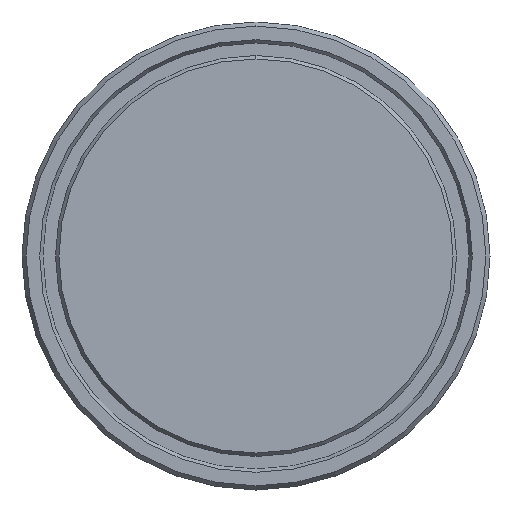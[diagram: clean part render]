
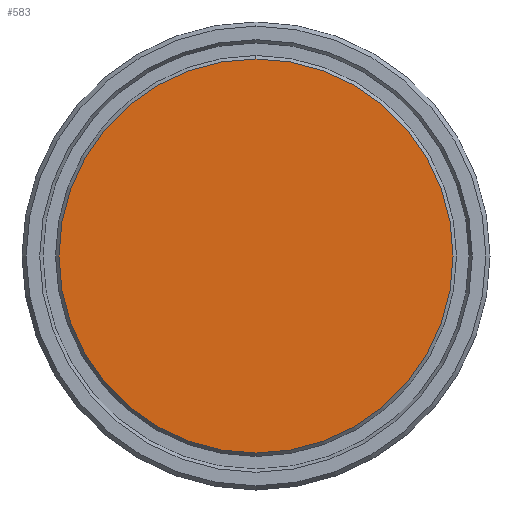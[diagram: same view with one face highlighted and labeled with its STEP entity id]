
A CAD part, left-side view. The second image highlights one B-rep face of the part: STEP entity #583.
In plain terms, the highlighted planar face has unit normal (-1, 0, 0).
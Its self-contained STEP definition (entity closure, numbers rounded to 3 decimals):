
#4 = EDGE_LOOP ( 'NONE', ( #313, #109 ) ) ;
#60 = CARTESIAN_POINT ( 'NONE',  ( -1.079, 0., 0. ) ) ;
#62 = AXIS2_PLACEMENT_3D ( 'NONE', #60, #465, #618 ) ;
#73 = DIRECTION ( 'NONE',  ( 0., 0., -1. ) ) ;
#103 = CARTESIAN_POINT ( 'NONE',  ( -1.079, 0., 46.984 ) ) ;
#109 = ORIENTED_EDGE ( 'NONE', *, *, #497, .T. ) ;
#117 = CARTESIAN_POINT ( 'NONE',  ( -1.079, 0., 0. ) ) ;
#149 = VERTEX_POINT ( 'NONE', #103 ) ;
#194 = VERTEX_POINT ( 'NONE', #263 ) ;
#233 = PLANE ( 'NONE',  #444 ) ;
#263 = CARTESIAN_POINT ( 'NONE',  ( -1.079, 0., -46.984 ) ) ;
#295 = CIRCLE ( 'NONE', #385, 46.984 ) ;
#313 = ORIENTED_EDGE ( 'NONE', *, *, #464, .T. ) ;
#351 = CIRCLE ( 'NONE', #62, 46.984 ) ;
#385 = AXIS2_PLACEMENT_3D ( 'NONE', #621, #566, #637 ) ;
#432 = FACE_OUTER_BOUND ( 'NONE', #4, .T. ) ;
#444 = AXIS2_PLACEMENT_3D ( 'NONE', #117, #530, #73 ) ;
#464 = EDGE_CURVE ( 'NONE', #194, #149, #351, .T. ) ;
#465 = DIRECTION ( 'NONE',  ( -1., 0., 0. ) ) ;
#497 = EDGE_CURVE ( 'NONE', #149, #194, #295, .T. ) ;
#530 = DIRECTION ( 'NONE',  ( 1., 0., 0. ) ) ;
#566 = DIRECTION ( 'NONE',  ( -1., 0., 0. ) ) ;
#583 = ADVANCED_FACE ( 'NONE', ( #432 ), #233, .F. ) ;
#618 = DIRECTION ( 'NONE',  ( 0., 0., 1. ) ) ;
#621 = CARTESIAN_POINT ( 'NONE',  ( -1.079, 0., 0. ) ) ;
#637 = DIRECTION ( 'NONE',  ( 0., 0., 1. ) ) ;
